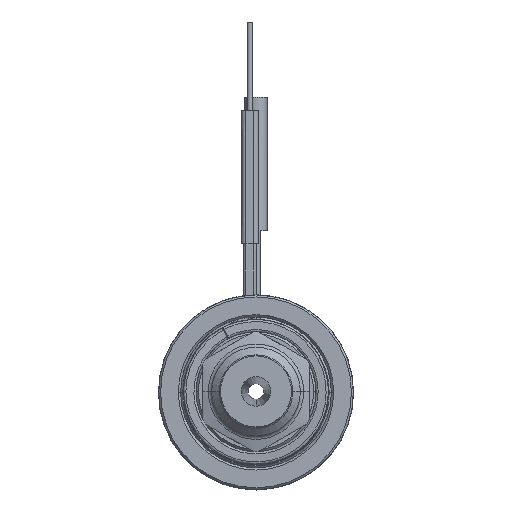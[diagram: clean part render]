
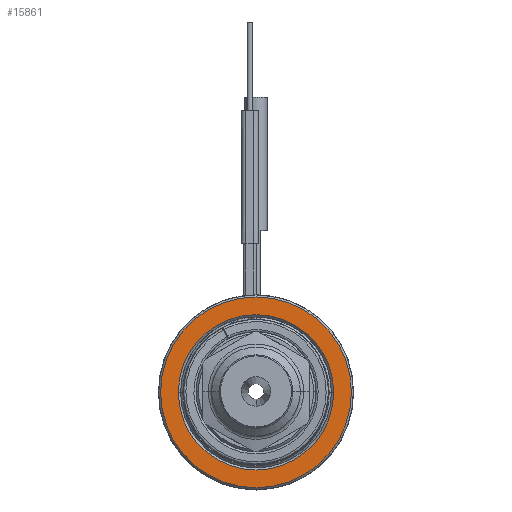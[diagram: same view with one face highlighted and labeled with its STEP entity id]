
A CAD part, top view. The second image highlights one B-rep face of the part: STEP entity #15861.
In plain terms, the highlighted planar face has unit normal (0, 0, 1).
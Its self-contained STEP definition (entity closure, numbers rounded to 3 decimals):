
#6020=CARTESIAN_POINT('',(0.,0.,40.));
#6021=DIRECTION('',(0.,0.,-1.));
#6022=DIRECTION('',(-1.,0.,0.));
#6023=AXIS2_PLACEMENT_3D('',#6020,#6021,#6022);
#6034=CARTESIAN_POINT('',(0.,0.,
40.));
#6035=DIRECTION('',(0.,0.,-1.));
#6036=DIRECTION('',(1.,0.,0.));
#6037=AXIS2_PLACEMENT_3D('',#6034,#6035,#6036);
#6048=CARTESIAN_POINT('',(0.,0.,
40.));
#6049=DIRECTION('',(0.,0.,-1.));
#6050=DIRECTION('',(1.,0.,0.));
#6051=AXIS2_PLACEMENT_3D('',#6048,#6049,#6050);
#6062=CARTESIAN_POINT('',(0.,0.,
40.));
#6063=DIRECTION('',(0.,0.,-1.));
#6064=DIRECTION('',(-1.,0.,0.));
#6065=AXIS2_PLACEMENT_3D('',#6062,#6063,#6064);
#6232=CARTESIAN_POINT('',(21.5,0.,40.));
#6233=CARTESIAN_POINT('',(-21.5,0.,40.));
#6234=VERTEX_POINT('',#6232);
#6235=VERTEX_POINT('',#6233);
#6236=CARTESIAN_POINT('',(17.5,0.,40.));
#6237=CARTESIAN_POINT('',(-17.5,0.,40.));
#6238=VERTEX_POINT('',#6236);
#6239=VERTEX_POINT('',#6237);
#15846=CARTESIAN_POINT('',(0.,0.,40.));
#15847=DIRECTION('',(0.,0.,1.));
#15848=DIRECTION('',(-1.,0.,0.));
#15849=AXIS2_PLACEMENT_3D('',#15846,#15847,#15848);
#15850=PLANE('',#15849);
#15851=ORIENTED_EDGE('',*,*,#15828,.T.);
#15852=ORIENTED_EDGE('',*,*,#15813,.T.);
#15853=EDGE_LOOP('',(#15851,#15852));
#15854=FACE_OUTER_BOUND('',#15853,.F.);
#15856=ORIENTED_EDGE('',*,*,#15855,.F.);
#15858=ORIENTED_EDGE('',*,*,#15857,.F.);
#15859=EDGE_LOOP('',(#15856,#15858));
#15860=FACE_BOUND('',#15859,.F.);
#6024=CIRCLE('',#6023,21.5);
#6038=CIRCLE('',#6037,21.5);
#6052=CIRCLE('',#6051,17.5);
#6066=CIRCLE('',#6065,17.5);
#15813=EDGE_CURVE('',#6235,#6234,#6024,.T.);
#15828=EDGE_CURVE('',#6234,#6235,#6038,.T.);
#15855=EDGE_CURVE('',#6238,#6239,#6052,.T.);
#15857=EDGE_CURVE('',#6239,#6238,#6066,.T.);
#15861=ADVANCED_FACE('',(#15854,#15860),#15850,.T.);
